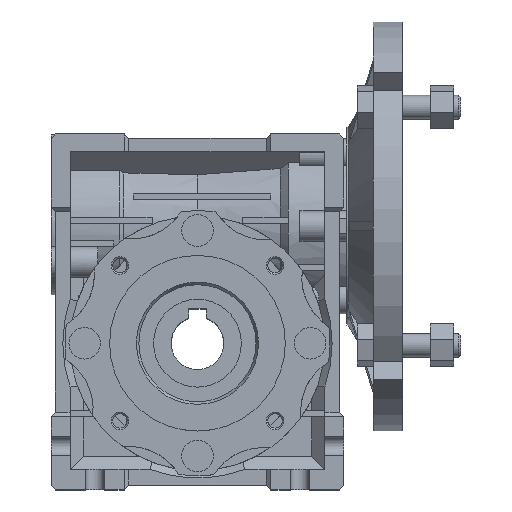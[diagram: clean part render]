
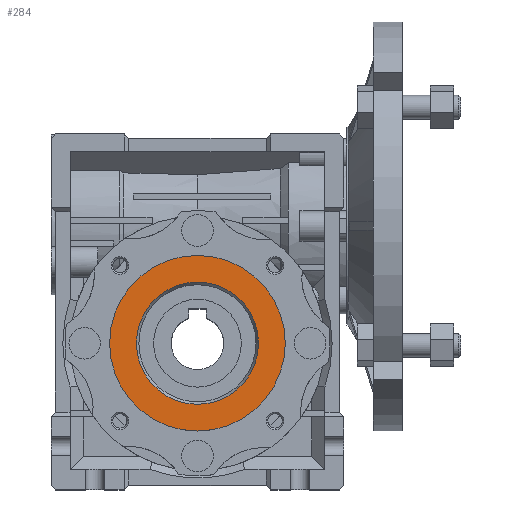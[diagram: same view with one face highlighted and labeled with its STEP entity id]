
A CAD part, top view. The second image highlights one B-rep face of the part: STEP entity #284.
In plain terms, the highlighted face is planar.
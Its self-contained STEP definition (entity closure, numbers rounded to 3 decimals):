
#284 = ADVANCED_FACE( '', ( #1232, #1233 ), #1234, .F. );
#1232 = FACE_OUTER_BOUND( '', #3171, .T. );
#1233 = FACE_BOUND( '', #3172, .T. );
#1234 = PLANE( '', #3173 );
#3171 = EDGE_LOOP( '', ( #5411 ) );
#3172 = EDGE_LOOP( '', ( #5412 ) );
#3173 = AXIS2_PLACEMENT_3D( '', #5413, #5414, #5415 );
#5411 = ORIENTED_EDGE( '', *, *, #12516, .F. );
#5412 = ORIENTED_EDGE( '', *, *, #12517, .F. );
#5413 = CARTESIAN_POINT( '', ( -39., 0., 0. ) );
#5414 = DIRECTION( '', ( 1., 0., 0. ) );
#5415 = DIRECTION( '', ( 0., 0., -1. ) );
#12516 = EDGE_CURVE( '', #14959, #14959, #14960, .T. );
#12517 = EDGE_CURVE( '', #14961, #14961, #14962, .F. );
#14959 = VERTEX_POINT( '', #19020 );
#14960 = CIRCLE( '', #19021, 30. );
#14961 = VERTEX_POINT( '', #19022 );
#14962 = CIRCLE( '', #19023, 20.866 );
#19020 = CARTESIAN_POINT( '', ( -39., 0., -30. ) );
#19021 = AXIS2_PLACEMENT_3D( '', #25067, #25068, #25069 );
#19022 = CARTESIAN_POINT( '', ( -39., 0., -20.866 ) );
#19023 = AXIS2_PLACEMENT_3D( '', #25070, #25071, #25072 );
#25067 = CARTESIAN_POINT( '', ( -39., 0., 0. ) );
#25068 = DIRECTION( '', ( 1., 0., 0. ) );
#25069 = DIRECTION( '', ( 0., 0., -1. ) );
#25070 = CARTESIAN_POINT( '', ( -39., 0., 0. ) );
#25071 = DIRECTION( '', ( 1., 0., 0. ) );
#25072 = DIRECTION( '', ( 0., 0., -1. ) );
